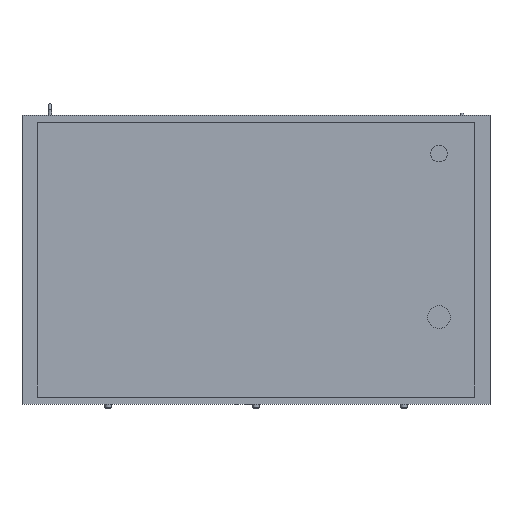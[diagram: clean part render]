
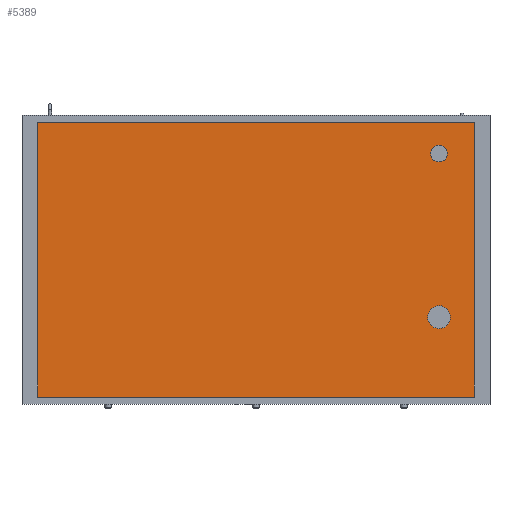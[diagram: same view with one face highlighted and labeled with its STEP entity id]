
A CAD part, front view. The second image highlights one B-rep face of the part: STEP entity #5389.
In plain terms, the highlighted planar face has unit normal (0, -1, 0).
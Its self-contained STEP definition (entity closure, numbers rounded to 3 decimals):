
#317=FACE_OUTER_BOUND('',#666,.T.);
#666=EDGE_LOOP('',(#3617,#3618,#3619,#3620));
#1035=LINE('',#7929,#1671);
#1037=LINE('',#7933,#1673);
#1038=LINE('',#7936,#1674);
#1039=LINE('',#7937,#1675);
#1671=VECTOR('',#6324,10.);
#1673=VECTOR('',#6328,10.);
#1674=VECTOR('',#6331,10.);
#1675=VECTOR('',#6332,10.);
#2297=VERTEX_POINT('',#7925);
#2298=VERTEX_POINT('',#7927);
#2299=VERTEX_POINT('',#7931);
#2300=VERTEX_POINT('',#7935);
#2819=EDGE_CURVE('',#2298,#2297,#1035,.T.);
#2821=EDGE_CURVE('',#2298,#2299,#1037,.T.);
#2822=EDGE_CURVE('',#2300,#2299,#1038,.T.);
#2823=EDGE_CURVE('',#2297,#2300,#1039,.T.);
#3617=ORIENTED_EDGE('',*,*,#2821,.T.);
#3618=ORIENTED_EDGE('',*,*,#2822,.F.);
#3619=ORIENTED_EDGE('',*,*,#2823,.F.);
#3620=ORIENTED_EDGE('',*,*,#2819,.F.);
#5106=PLANE('',#5802);
#5389=ADVANCED_FACE('',(#317),#5106,.T.);
#5802=AXIS2_PLACEMENT_3D('',#7934,#6329,#6330);
#6324=DIRECTION('',(0.,0.,1.));
#6328=DIRECTION('',(1.,0.,0.));
#6329=DIRECTION('center_axis',(0.,-1.,0.));
#6330=DIRECTION('ref_axis',(0.,0.,-1.));
#6331=DIRECTION('',(0.,0.,-1.));
#6332=DIRECTION('',(1.,0.,0.));
#7925=CARTESIAN_POINT('',(-525.,-185.,330.));
#7927=CARTESIAN_POINT('',(-525.,-185.,-330.));
#7929=CARTESIAN_POINT('',(-525.,-185.,330.));
#7931=CARTESIAN_POINT('',(525.,-185.,-330.));
#7933=CARTESIAN_POINT('',(0.,-185.,-330.));
#7934=CARTESIAN_POINT('Origin',(0.,-185.,330.));
#7935=CARTESIAN_POINT('',(525.,-185.,330.));
#7936=CARTESIAN_POINT('',(525.,-185.,330.));
#7937=CARTESIAN_POINT('',(0.,-185.,330.));
